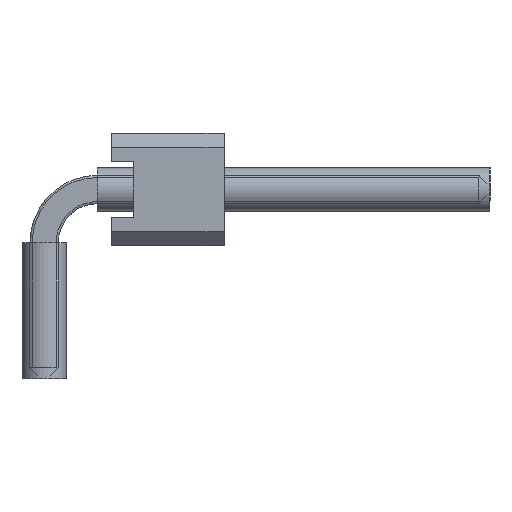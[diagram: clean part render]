
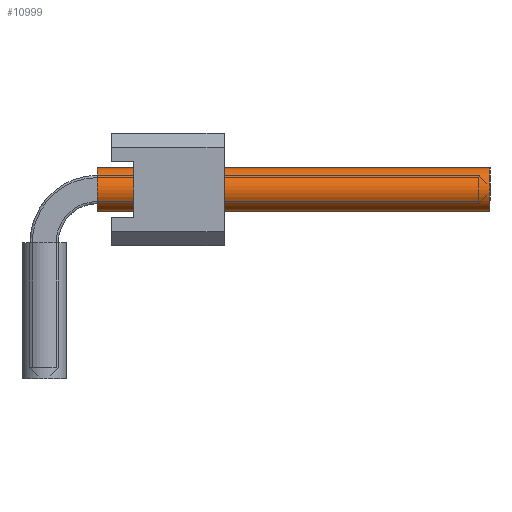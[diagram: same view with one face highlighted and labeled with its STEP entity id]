
A CAD part, left-side view. The second image highlights one B-rep face of the part: STEP entity #10999.
In plain terms, the highlighted cylindrical face has radius 0.5 mm (diameter 1 mm), a full revolution.
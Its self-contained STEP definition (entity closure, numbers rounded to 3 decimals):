
#6200=ORIENTED_EDGE('',*,*,#7768,.F.);
#6201=ORIENTED_EDGE('',*,*,#7769,.T.);
#7768=EDGE_CURVE('',#8812,#8812,#9112,.T.);
#7769=EDGE_CURVE('',#8813,#8813,#9113,.T.);
#8812=VERTEX_POINT('',#18083);
#8813=VERTEX_POINT('',#18085);
#9112=CIRCLE('',#11887,0.5);
#9113=CIRCLE('',#11888,0.5);
#9714=EDGE_LOOP('',(#6200));
#9715=EDGE_LOOP('',(#6201));
#10316=FACE_BOUND('',#9714,.T.);
#10317=FACE_BOUND('',#9715,.T.);
#10469=CYLINDRICAL_SURFACE('',#11886,0.5);
#10999=ADVANCED_FACE('',(#10316,#10317),#10469,.F.);
#11886=AXIS2_PLACEMENT_3D('',#18081,#14866,#14867);
#11887=AXIS2_PLACEMENT_3D('',#18082,#14868,#14869);
#11888=AXIS2_PLACEMENT_3D('',#18084,#14870,#14871);
#14866=DIRECTION('',(1.,0.,0.));
#14867=DIRECTION('',(0.,0.,-1.));
#14868=DIRECTION('',(-1.,0.,0.));
#14869=DIRECTION('',(0.,0.,1.));
#14870=DIRECTION('',(-1.,0.,0.));
#14871=DIRECTION('',(0.,0.,1.));
#18081=CARTESIAN_POINT('',(1.2,0.,4.27));
#18082=CARTESIAN_POINT('',(10.06,0.,4.27));
#18083=CARTESIAN_POINT('',(10.06,0.,4.77));
#18084=CARTESIAN_POINT('',(1.2,0.,4.27));
#18085=CARTESIAN_POINT('',(1.2,0.,4.77));
